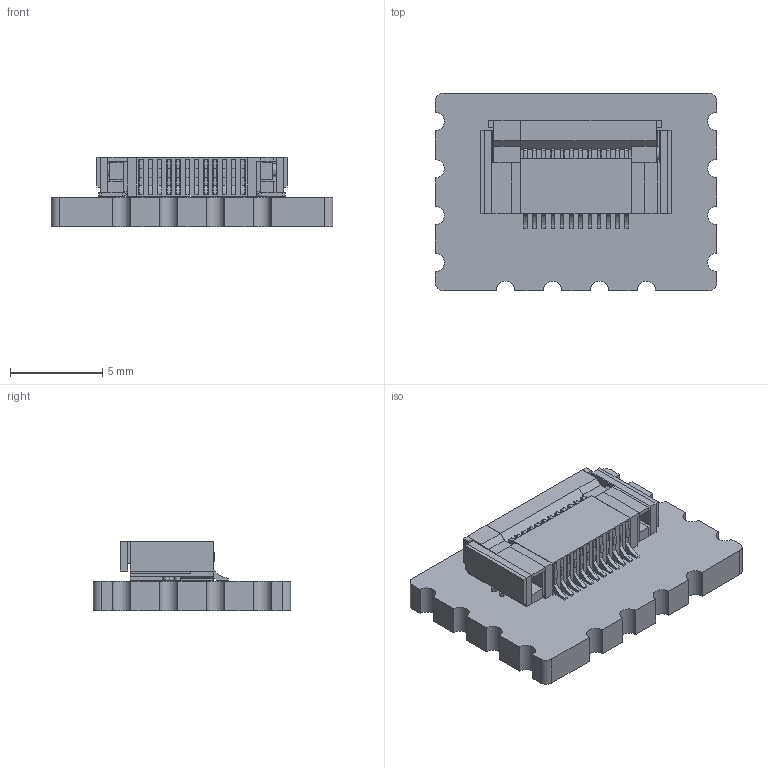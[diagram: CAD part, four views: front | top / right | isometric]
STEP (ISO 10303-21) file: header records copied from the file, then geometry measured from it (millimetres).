
FILE_DESCRIPTION(('KiCad electronic assembly'),'2;1');
FILE_NAME('EZ-VIK.step','2024-10-24T14:16:58',('Pcbnew'),('Kicad'), 'Open CASCADE STEP processor 7.8','KiCad to STEP converter','Unknown' );
FILE_SCHEMA(('AUTOMOTIVE_DESIGN { 1 0 10303 214 1 1 1 1 }'));
Length unit declared in the file: millimetre
Products named in the file (4): EZ-VIK 1; vik-connector-horizontal; FPC-12; EZ-VIK_PCB
Assembly tree (3 placements, depth 3):
  EZ-VIK 1
    vik-connector-horizontal
      FPC-12
    EZ-VIK_PCB
Bounding box: 15.24 x 10.67 x 3.76 mm (x, y, z)
Volume: 319.6 mm3; surface area: 1009.3 mm2
Topology: 18 solids, 18 shells, 774 faces, 2328 edges, 1497 vertices
Faces by surface type: plane 684, cylinder 90
Full cylindrical faces by diameter (mm): 0.7 x2, 0.8 x2
Entity records: 31134 total; most frequent: ORIENTED_EDGE 4656, CARTESIAN_POINT 4607, DIRECTION 4064, EDGE_CURVE 2328, LINE 2140, VECTOR 2140, VERTEX_POINT 1497, AXIS2_PLACEMENT_3D 962
